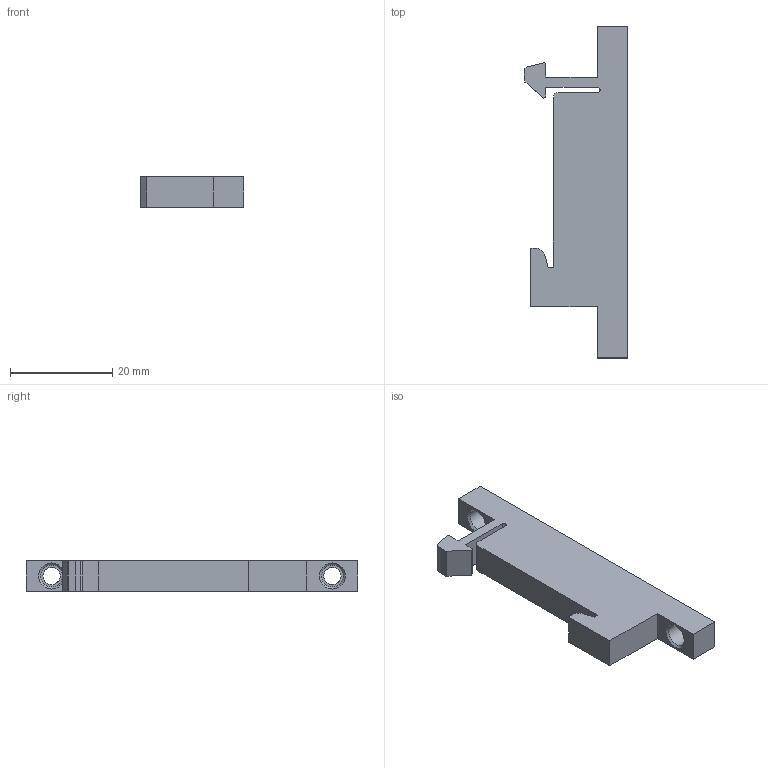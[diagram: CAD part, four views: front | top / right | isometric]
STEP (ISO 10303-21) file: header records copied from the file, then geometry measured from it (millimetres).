
FILE_DESCRIPTION(/* description */ (''),/* implementation_level */ '2;1');
FILE_NAME(/* name */ 'Din_Mount_Heat_Inserts.step',/* time_stamp */ '2023-10-20T12:41:31-04:00',/* author */ ('hugob'),/* organization */ (''),/* preprocessor_version */ 'ST-DEVELOPER v20',/* originating_system */ 'Autodesk Inventor 2024',/* authorisation */ '');
FILE_SCHEMA (('AUTOMOTIVE_DESIGN { 1 0 10303 214 3 1 1 }'));
Length unit declared in the file: millimetre
Products named in the file (1): Din_Mount_Heat_Inserts
Bounding box: 20.34 x 65.03 x 6 mm (x, y, z)
Volume: 4857.9 mm3; surface area: 3041.8 mm2
Topology: 1 solids, 1 shells, 45 faces, 123 edges, 82 vertices
Faces by surface type: plane 33, cylinder 8, cone 2, bspline 2
Full cylindrical faces by diameter (mm): 3.4 x2, 4.3 x2
Entity records: 1577 total; most frequent: CARTESIAN_POINT 371, ORIENTED_EDGE 246, DIRECTION 223, EDGE_CURVE 123, LINE 99, VECTOR 99, VERTEX_POINT 82, AXIS2_PLACEMENT_3D 62
